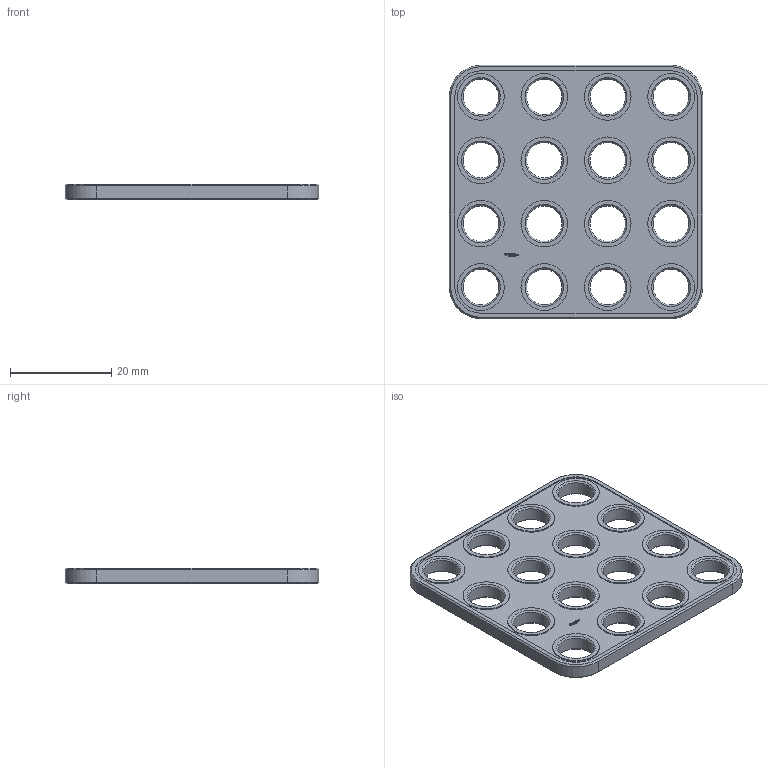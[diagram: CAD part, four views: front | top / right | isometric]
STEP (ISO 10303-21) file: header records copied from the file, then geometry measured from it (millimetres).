
FILE_DESCRIPTION(('FreeCAD Model'),'2;1');
FILE_NAME('Open CASCADE Shape Model','2024-01-31T15:24:01',(''),(''), 'Open CASCADE STEP processor 7.6','FreeCAD','Unknown');
FILE_SCHEMA(('AUTOMOTIVE_DESIGN { 1 0 10303 214 1 1 1 1 }'));
Length unit declared in the file: millimetre
Products named in the file (1): Plate SQR CRNR BU04x00.25 - SPN-PLT-0039 (stemfie.org)
Bounding box: 50 x 50 x 3.12 mm (x, y, z)
Volume: 5494.2 mm3; surface area: 5335.7 mm2
Topology: 1 solids, 1 shells, 597 faces, 1590 edges, 1044 vertices
Faces by surface type: plane 335, extrusion 182, cylinder 40, cone 40
Full cylindrical faces by diameter (mm): 7 x16, 9.2 x16
Entity records: 40073 total; most frequent: CARTESIAN_POINT 10497, DIRECTION 4426, VECTOR 3306, ORIENTED_EDGE 3180, PCURVE 3180, DEFINITIONAL_REPRESENTATION 3180, LINE 3124, B_SPLINE_CURVE_WITH_KNOTS 1628
